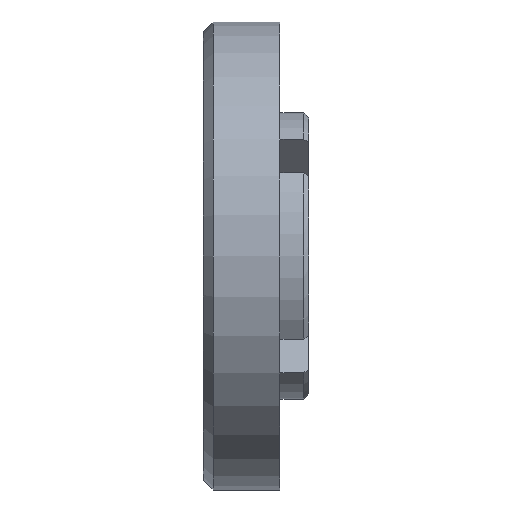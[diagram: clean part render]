
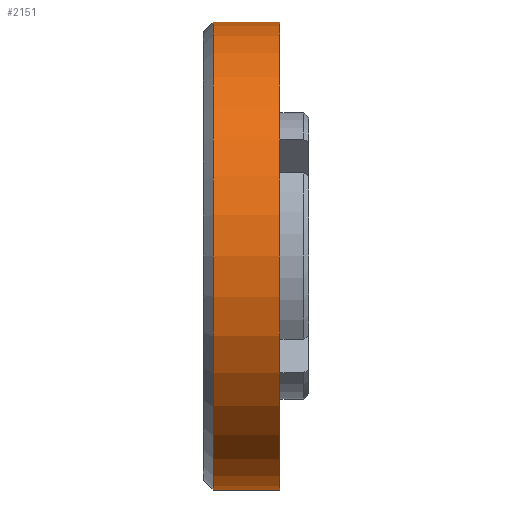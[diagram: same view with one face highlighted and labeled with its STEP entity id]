
A CAD part, left-side view. The second image highlights one B-rep face of the part: STEP entity #2151.
In plain terms, the highlighted cylindrical face has radius 24.5 mm (diameter 49 mm), a partial arc.
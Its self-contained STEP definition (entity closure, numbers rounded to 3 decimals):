
#65 = AXIS2_PLACEMENT_3D ( 'NONE', #727, #918, #885 ) ;
#74 = DIRECTION ( 'NONE',  ( 0., 0., -1. ) ) ;
#101 = VERTEX_POINT ( 'NONE', #942 ) ;
#189 = AXIS2_PLACEMENT_3D ( 'NONE', #1726, #1559, #74 ) ;
#246 = VERTEX_POINT ( 'NONE', #362 ) ;
#269 = CIRCLE ( 'NONE', #65, 24.5 ) ;
#291 = FACE_OUTER_BOUND ( 'NONE', #1640, .T. ) ;
#310 = CARTESIAN_POINT ( 'NONE',  ( 0., 0., -24.5 ) ) ;
#362 = CARTESIAN_POINT ( 'NONE',  ( 0., 3., 24.5 ) ) ;
#419 = LINE ( 'NONE', #1646, #1185 ) ;
#554 = VERTEX_POINT ( 'NONE', #1123 ) ;
#603 = DIRECTION ( 'NONE',  ( 0., 0., -1. ) ) ;
#687 = LINE ( 'NONE', #310, #1026 ) ;
#727 = CARTESIAN_POINT ( 'NONE',  ( 0., 10., 0. ) ) ;
#885 = DIRECTION ( 'NONE',  ( 0., 0., 1. ) ) ;
#918 = DIRECTION ( 'NONE',  ( 0., -1., 0. ) ) ;
#931 = VERTEX_POINT ( 'NONE', #1813 ) ;
#942 = CARTESIAN_POINT ( 'NONE',  ( 0., 10., -24.5 ) ) ;
#1026 = VECTOR ( 'NONE', #1342, 1000. ) ;
#1093 = CARTESIAN_POINT ( 'NONE',  ( 0., 3., 0. ) ) ;
#1123 = CARTESIAN_POINT ( 'NONE',  ( 0., 3., -24.5 ) ) ;
#1146 = EDGE_CURVE ( 'NONE', #101, #554, #687, .T. ) ;
#1180 = DIRECTION ( 'NONE',  ( 0., -1., 0. ) ) ;
#1185 = VECTOR ( 'NONE', #1180, 1000. ) ;
#1203 = AXIS2_PLACEMENT_3D ( 'NONE', #1093, #1632, #603 ) ;
#1234 = CYLINDRICAL_SURFACE ( 'NONE', #189, 24.5 ) ;
#1328 = EDGE_CURVE ( 'NONE', #931, #246, #419, .T. ) ;
#1342 = DIRECTION ( 'NONE',  ( 0., -1., 0. ) ) ;
#1467 = ORIENTED_EDGE ( 'NONE', *, *, #1328, .F. ) ;
#1515 = EDGE_CURVE ( 'NONE', #931, #101, #269, .T. ) ;
#1548 = ORIENTED_EDGE ( 'NONE', *, *, #1740, .F. ) ;
#1559 = DIRECTION ( 'NONE',  ( 0., -1., 0. ) ) ;
#1604 = ORIENTED_EDGE ( 'NONE', *, *, #1146, .T. ) ;
#1632 = DIRECTION ( 'NONE',  ( 0., -1., 0. ) ) ;
#1640 = EDGE_LOOP ( 'NONE', ( #1467, #2094, #1604, #1548 ) ) ;
#1646 = CARTESIAN_POINT ( 'NONE',  ( 0., 0., 24.5 ) ) ;
#1726 = CARTESIAN_POINT ( 'NONE',  ( 0., 0., 0. ) ) ;
#1740 = EDGE_CURVE ( 'NONE', #246, #554, #1873, .T. ) ;
#1813 = CARTESIAN_POINT ( 'NONE',  ( 0., 10., 24.5 ) ) ;
#1873 = CIRCLE ( 'NONE', #1203, 24.5 ) ;
#2094 = ORIENTED_EDGE ( 'NONE', *, *, #1515, .T. ) ;
#2151 = ADVANCED_FACE ( 'NONE', ( #291 ), #1234, .T. ) ;
